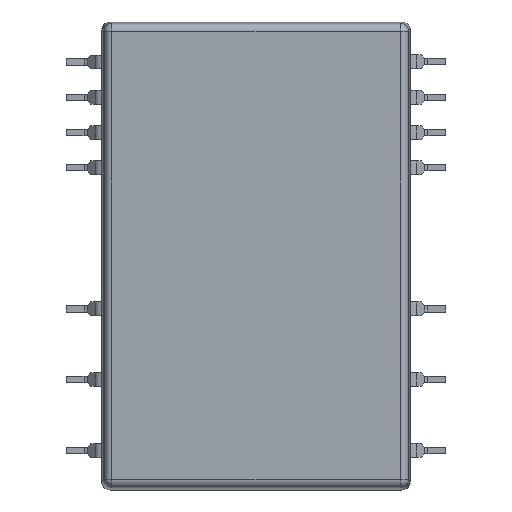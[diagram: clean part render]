
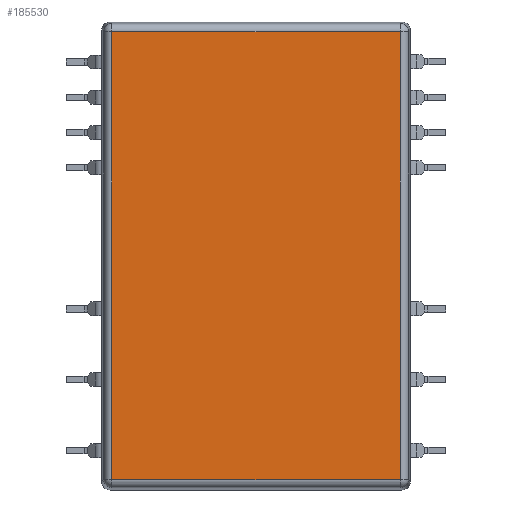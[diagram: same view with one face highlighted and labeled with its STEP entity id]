
A CAD part, top view. The second image highlights one B-rep face of the part: STEP entity #185530.
In plain terms, the highlighted planar face has unit normal (0, 0, 1).
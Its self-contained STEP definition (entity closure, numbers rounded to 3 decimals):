
#180110=CARTESIAN_POINT('',(8.135,45.256,15.));
#180120=VERTEX_POINT('',#180110);
#180150=CARTESIAN_POINT('',(28.883,45.256,15.));
#180160=DIRECTION('',(-1.,0.,0.));
#180170=VECTOR('',#180160,1.);
#180180=LINE('',#180150,#180170);
#180190=CARTESIAN_POINT('',(28.883,45.256,15.));
#180200=VERTEX_POINT('',#180190);
#180210=EDGE_CURVE('',#180200,#180120,#180180,.T.);
#180640=CARTESIAN_POINT('',(28.883,77.504,15.));
#180650=DIRECTION('',(0.,-1.,0.));
#180660=VECTOR('',#180650,1.);
#180670=LINE('',#180640,#180660);
#180680=CARTESIAN_POINT('',(28.883,77.504,15.));
#180690=VERTEX_POINT('',#180680);
#180700=EDGE_CURVE('',#180690,#180200,#180670,.T.);
#181850=CARTESIAN_POINT('',(8.135,77.504,15.));
#181860=DIRECTION('',(1.,0.,0.));
#181870=VECTOR('',#181860,1.);
#181880=LINE('',#181850,#181870);
#181890=CARTESIAN_POINT('',(8.135,77.504,15.));
#181900=VERTEX_POINT('',#181890);
#181910=EDGE_CURVE('',#181900,#180690,#181880,.T.);
#182420=CARTESIAN_POINT('',(8.135,45.256,15.));
#182430=DIRECTION('',(0.,1.,0.));
#182440=VECTOR('',#182430,1.);
#182450=LINE('',#182420,#182440);
#182460=EDGE_CURVE('',#180120,#181900,#182450,.T.);
#185420=CARTESIAN_POINT('',(0.,0.,15.));
#185430=DIRECTION('',(0.,0.,1.));
#185440=DIRECTION('',(1.,0.,0.));
#185450=AXIS2_PLACEMENT_3D('',#185420,#185430,#185440);
#185460=PLANE('',#185450);
#185470=ORIENTED_EDGE('',*,*,#180700,.F.);
#185480=ORIENTED_EDGE('',*,*,#180210,.F.);
#185490=ORIENTED_EDGE('',*,*,#182460,.F.);
#185500=ORIENTED_EDGE('',*,*,#181910,.F.);
#185510=EDGE_LOOP('',(#185500,#185490,#185480,#185470));
#185520=FACE_OUTER_BOUND('',#185510,.T.);
#185530=ADVANCED_FACE('',(#185520),#185460,.T.);
